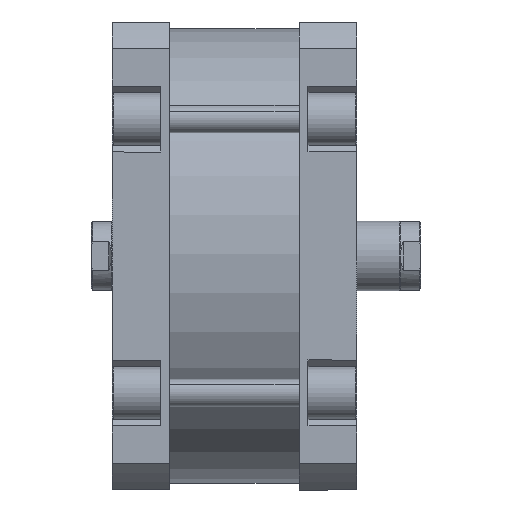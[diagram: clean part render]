
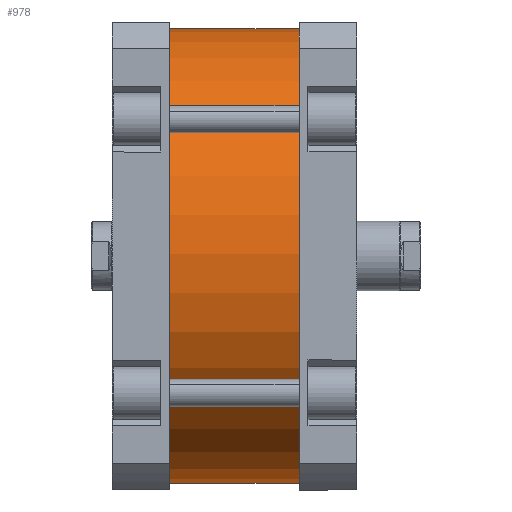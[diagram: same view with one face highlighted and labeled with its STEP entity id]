
A CAD part, front view. The second image highlights one B-rep face of the part: STEP entity #978.
In plain terms, the highlighted cylindrical face has radius 131 mm (diameter 262 mm), a partial arc.
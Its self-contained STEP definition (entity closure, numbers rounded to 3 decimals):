
#253 = EDGE_CURVE ( 'NONE', #4528, #4533, #1474, .T. ) ;
#978 = ADVANCED_FACE ( 'NONE', ( #1917 ), #1920, .T. ) ;
#1283 = ORIENTED_EDGE ( 'NONE', *, *, #253, .T. ) ;
#1301 = ORIENTED_EDGE ( 'NONE', *, *, #2414, .T. ) ;
#1302 = ORIENTED_EDGE ( 'NONE', *, *, #2403, .F. ) ;
#1304 = ORIENTED_EDGE ( 'NONE', *, *, #2407, .F. ) ;
#1328 = EDGE_LOOP ( 'NONE', ( #1304, #1283, #1301, #1302 ) ) ;
#1474 = LINE ( 'NONE', #4790, #1477 ) ;
#1477 = VECTOR ( 'NONE', #4791, 1000. ) ;
#1917 = FACE_OUTER_BOUND ( 'NONE', #1328, .T. ) ;
#1920 = CYLINDRICAL_SURFACE ( 'NONE', #2716, 131. ) ;
#2403 = EDGE_CURVE ( 'NONE', #4538, #4544, #3308, .T. ) ;
#2407 = EDGE_CURVE ( 'NONE', #4528, #4538, #3317, .T. ) ;
#2414 = EDGE_CURVE ( 'NONE', #4533, #4544, #3325, .T. ) ;
#2716 = AXIS2_PLACEMENT_3D ( 'NONE', #5610, #5609, #5608 ) ;
#2839 = AXIS2_PLACEMENT_3D ( 'NONE', #3663, #3664, #3665 ) ;
#2843 = AXIS2_PLACEMENT_3D ( 'NONE', #3670, #3683, #3684 ) ;
#3303 = VECTOR ( 'NONE', #3656, 1000. ) ;
#3308 = LINE ( 'NONE', #3650, #3303 ) ;
#3317 = CIRCLE ( 'NONE', #2839, 131. ) ;
#3325 = CIRCLE ( 'NONE', #2843, 131. ) ;
#3650 = CARTESIAN_POINT ( 'NONE',  ( -131., 0., 75. ) ) ;
#3656 = DIRECTION ( 'NONE',  ( 0., 0., -1. ) ) ;
#3663 = CARTESIAN_POINT ( 'NONE',  ( 0., 0., 75. ) ) ;
#3664 = DIRECTION ( 'NONE',  ( 0., 0., 1. ) ) ;
#3665 = DIRECTION ( 'NONE',  ( 1., 0., 0. ) ) ;
#3670 = CARTESIAN_POINT ( 'NONE',  ( 0., 0., 0. ) ) ;
#3683 = DIRECTION ( 'NONE',  ( 0., 0., 1. ) ) ;
#3684 = DIRECTION ( 'NONE',  ( 1., 0., 0. ) ) ;
#4050 = CARTESIAN_POINT ( 'NONE',  ( 131., 0., 75. ) ) ;
#4055 = CARTESIAN_POINT ( 'NONE',  ( 131., 0., 0. ) ) ;
#4060 = CARTESIAN_POINT ( 'NONE',  ( -131., 0., 75. ) ) ;
#4066 = CARTESIAN_POINT ( 'NONE',  ( -131., 0., 0. ) ) ;
#4528 = VERTEX_POINT ( 'NONE', #4050 ) ;
#4533 = VERTEX_POINT ( 'NONE', #4055 ) ;
#4538 = VERTEX_POINT ( 'NONE', #4060 ) ;
#4544 = VERTEX_POINT ( 'NONE', #4066 ) ;
#4790 = CARTESIAN_POINT ( 'NONE',  ( 131., 0., 75. ) ) ;
#4791 = DIRECTION ( 'NONE',  ( 0., 0., -1. ) ) ;
#5608 = DIRECTION ( 'NONE',  ( -1., 0., 0. ) ) ;
#5609 = DIRECTION ( 'NONE',  ( 0., 0., -1. ) ) ;
#5610 = CARTESIAN_POINT ( 'NONE',  ( 0., 0., 75. ) ) ;
